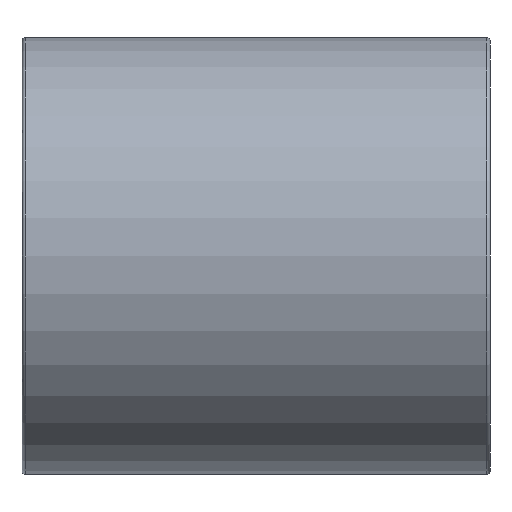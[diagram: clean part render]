
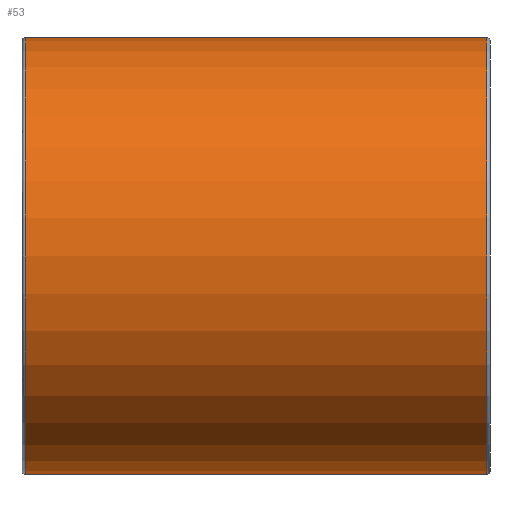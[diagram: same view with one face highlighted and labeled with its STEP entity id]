
A CAD part, front view. The second image highlights one B-rep face of the part: STEP entity #53.
In plain terms, the highlighted cylindrical face has radius 14 mm (diameter 28 mm), a partial arc.
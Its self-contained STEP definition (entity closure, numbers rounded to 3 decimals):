
#7 = AXIS2_PLACEMENT_3D ( 'NONE', #168, #169, #175 ) ;
#21 = EDGE_CURVE ( 'NONE', #81, #78, #255, .T. ) ;
#46 = AXIS2_PLACEMENT_3D ( 'NONE', #76, #91, #88 ) ;
#53 = ADVANCED_FACE ( 'NONE', ( #321 ), #278, .T. ) ;
#76 = CARTESIAN_POINT ( 'NONE',  ( -14.8, 0., 0. ) ) ;
#78 = VERTEX_POINT ( 'NONE', #156 ) ;
#81 = VERTEX_POINT ( 'NONE', #151 ) ;
#86 = VERTEX_POINT ( 'NONE', #138 ) ;
#88 = DIRECTION ( 'NONE',  ( 0., 0., -1. ) ) ;
#91 = DIRECTION ( 'NONE',  ( 1., 0., 0. ) ) ;
#113 = DIRECTION ( 'NONE',  ( -1., 0., 0. ) ) ;
#116 = DIRECTION ( 'NONE',  ( 0., 0., 1. ) ) ;
#120 = DIRECTION ( 'NONE',  ( -1., 0., 0. ) ) ;
#129 = CARTESIAN_POINT ( 'NONE',  ( -14.8, 0., -14. ) ) ;
#138 = CARTESIAN_POINT ( 'NONE',  ( -14.8, 0., 14. ) ) ;
#148 = DIRECTION ( 'NONE',  ( -1., 0., 0. ) ) ;
#151 = CARTESIAN_POINT ( 'NONE',  ( 14.8, 0., -14. ) ) ;
#153 = VERTEX_POINT ( 'NONE', #129 ) ;
#156 = CARTESIAN_POINT ( 'NONE',  ( 14.8, 0., 14. ) ) ;
#160 = CARTESIAN_POINT ( 'NONE',  ( 14.8, 0., 0. ) ) ;
#168 = CARTESIAN_POINT ( 'NONE',  ( -68.332, 0., 0. ) ) ;
#169 = DIRECTION ( 'NONE',  ( -1., 0., 0. ) ) ;
#175 = DIRECTION ( 'NONE',  ( 0., 0., 1. ) ) ;
#186 = CARTESIAN_POINT ( 'NONE',  ( -68.332, 0., 14. ) ) ;
#191 = CARTESIAN_POINT ( 'NONE',  ( -68.332, 0., -14. ) ) ;
#235 = LINE ( 'NONE', #186, #240 ) ;
#238 = VECTOR ( 'NONE', #120, 1000. ) ;
#239 = LINE ( 'NONE', #191, #238 ) ;
#240 = VECTOR ( 'NONE', #113, 1000. ) ;
#255 = CIRCLE ( 'NONE', #352, 14. ) ;
#260 = ORIENTED_EDGE ( 'NONE', *, *, #344, .T. ) ;
#261 = ORIENTED_EDGE ( 'NONE', *, *, #21, .T. ) ;
#270 = CIRCLE ( 'NONE', #46, 14. ) ;
#278 = CYLINDRICAL_SURFACE ( 'NONE', #7, 14. ) ;
#284 = ORIENTED_EDGE ( 'NONE', *, *, #341, .F. ) ;
#302 = EDGE_LOOP ( 'NONE', ( #284, #261, #260, #313 ) ) ;
#313 = ORIENTED_EDGE ( 'NONE', *, *, #348, .T. ) ;
#321 = FACE_OUTER_BOUND ( 'NONE', #302, .T. ) ;
#341 = EDGE_CURVE ( 'NONE', #81, #153, #239, .T. ) ;
#344 = EDGE_CURVE ( 'NONE', #78, #86, #235, .T. ) ;
#348 = EDGE_CURVE ( 'NONE', #86, #153, #270, .T. ) ;
#352 = AXIS2_PLACEMENT_3D ( 'NONE', #160, #148, #116 ) ;
